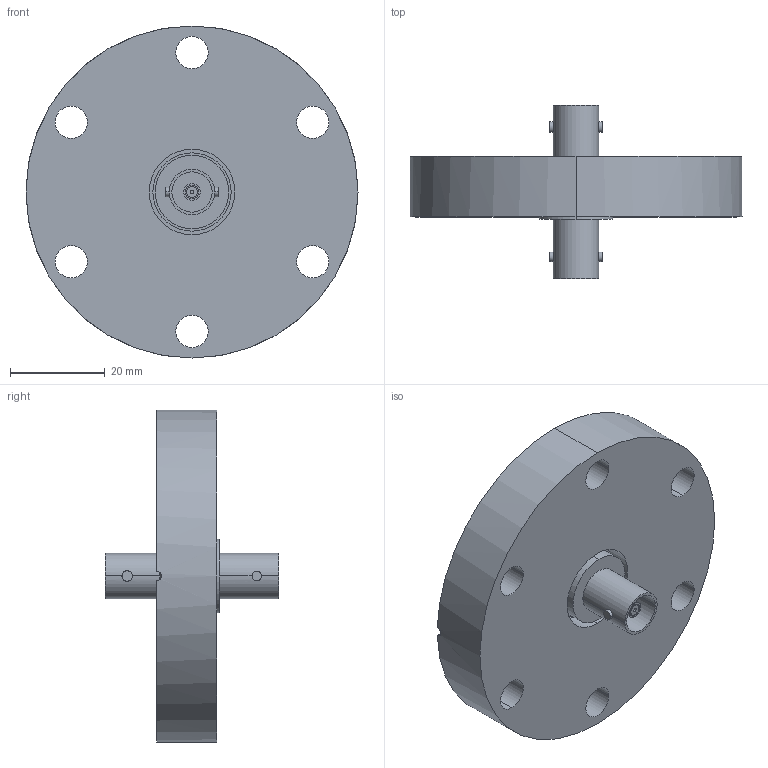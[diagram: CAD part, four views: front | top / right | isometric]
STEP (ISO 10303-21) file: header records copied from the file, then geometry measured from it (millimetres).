
FILE_DESCRIPTION (( 'STEP AP214' ), '1' );
FILE_NAME ('242-MHVDF50-C40.step', '2025-02-18T20:48:28', ( '' ), ( '' ), 'SwSTEP 2.0', 'SolidWorks 2022', '' );
FILE_SCHEMA (( 'AUTOMOTIVE_DESIGN' ));
Length unit declared in the file: millimetre
Products named in the file (3): 9411-C40-16.5_9411-C40-16.5-2; 242-MHVDF50; 242-MHVDF50-C40
Assembly tree (2 placements, depth 2):
  242-MHVDF50-C40
    9411-C40-16.5_9411-C40-16.5-2
    242-MHVDF50
Bounding box: 69.9 x 36.5 x 69.9 mm (x, y, z)
Volume: 42601 mm3; surface area: 15978.5 mm2
Topology: 5 solids, 5 shells, 89 faces, 198 edges, 128 vertices
Faces by surface type: cylinder 60, plane 25, cone 4
Entity records: 2962 total; most frequent: CARTESIAN_POINT 618, DIRECTION 490, ORIENTED_EDGE 396, AXIS2_PLACEMENT_3D 210, EDGE_CURVE 198, VERTEX_POINT 128, EDGE_LOOP 118, CIRCLE 116
